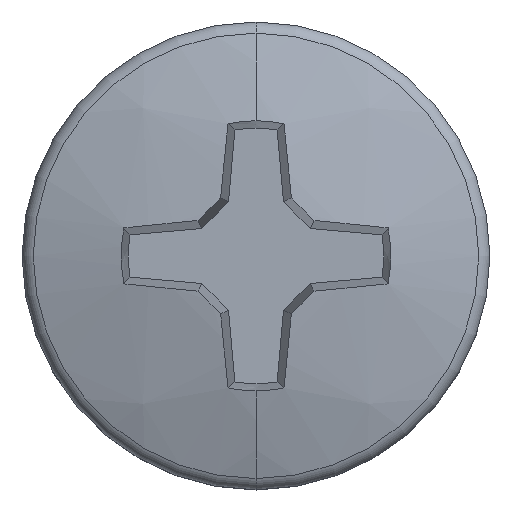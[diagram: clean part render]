
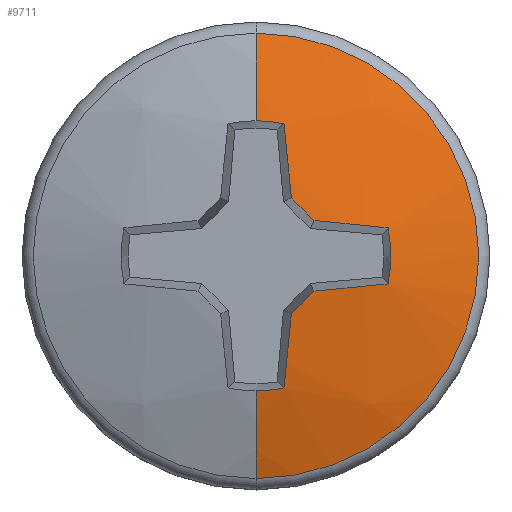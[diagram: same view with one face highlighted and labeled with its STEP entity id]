
A CAD part, top view. The second image highlights one B-rep face of the part: STEP entity #9711.
In plain terms, the highlighted spherical face has radius 11.815 mm.
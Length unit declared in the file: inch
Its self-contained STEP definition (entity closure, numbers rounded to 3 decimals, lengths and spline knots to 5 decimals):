
#5 = AXIS2_PLACEMENT_3D ( 'NONE', #13973, #6893, #6835 ) ;
#208 = DIRECTION ( 'NONE',  ( 0., 1., 0. ) ) ;
#484 = CARTESIAN_POINT ( 'NONE',  ( 0.01924, 0.09092, 0.10562 ) ) ;
#505 = DIRECTION ( 'NONE',  ( 0., 0., 1. ) ) ;
#514 = CARTESIAN_POINT ( 'NONE',  ( 0., 0., -0.35018 ) ) ;
#532 = FACE_OUTER_BOUND ( 'NONE', #10012, .T. ) ;
#581 = EDGE_CURVE ( 'NONE', #10967, #9655, #11639, .T. ) ;
#811 = ORIENTED_EDGE ( 'NONE', *, *, #1211, .F. ) ;
#884 = CARTESIAN_POINT ( 'NONE',  ( 0.09092, 0.01924, 0.10562 ) ) ;
#939 = AXIS2_PLACEMENT_3D ( 'NONE', #13742, #14921, #7749 ) ;
#1078 = CARTESIAN_POINT ( 'NONE',  ( 0.00345, -0.00345, -0.3506 ) ) ;
#1151 = ORIENTED_EDGE ( 'NONE', *, *, #1598, .F. ) ;
#1211 = EDGE_CURVE ( 'NONE', #1662, #6097, #6724, .T. ) ;
#1318 = ORIENTED_EDGE ( 'NONE', *, *, #581, .T. ) ;
#1532 = DIRECTION ( 'NONE',  ( -1., 0., 0. ) ) ;
#1547 = CIRCLE ( 'NONE', #4435, 0.465 ) ;
#1597 = AXIS2_PLACEMENT_3D ( 'NONE', #11301, #1532, #1732 ) ;
#1598 = EDGE_CURVE ( 'NONE', #4825, #15428, #10306, .T. ) ;
#1662 = VERTEX_POINT ( 'NONE', #3196 ) ;
#1732 = DIRECTION ( 'NONE',  ( 0., 0., 1. ) ) ;
#2074 = CARTESIAN_POINT ( 'NONE',  ( 0., 0., 0.10562 ) ) ;
#2185 = ORIENTED_EDGE ( 'NONE', *, *, #8797, .F. ) ;
#2232 = CIRCLE ( 'NONE', #8655, 0.465 ) ;
#2270 = DIRECTION ( 'NONE',  ( 0.707, 0.707, 0. ) ) ;
#2443 = CIRCLE ( 'NONE', #10633, 0.09293 ) ;
#2622 = CIRCLE ( 'NONE', #5, 0.465 ) ;
#2648 = ORIENTED_EDGE ( 'NONE', *, *, #12529, .F. ) ;
#3196 = CARTESIAN_POINT ( 'NONE',  ( 0.03991, -0.02432, 0.11265 ) ) ;
#3241 = VERTEX_POINT ( 'NONE', #6313 ) ;
#3322 = VERTEX_POINT ( 'NONE', #484 ) ;
#3546 = VERTEX_POINT ( 'NONE', #8755 ) ;
#3628 = EDGE_CURVE ( 'NONE', #4825, #10967, #5206, .T. ) ;
#4064 = CARTESIAN_POINT ( 'NONE',  ( 0., -0.15329, 0.08902 ) ) ;
#4093 = DIRECTION ( 'NONE',  ( -1., 0., 0. ) ) ;
#4435 = AXIS2_PLACEMENT_3D ( 'NONE', #5110, #5005, #11082 ) ;
#4479 = EDGE_CURVE ( 'NONE', #8075, #3322, #1547, .T. ) ;
#4825 = VERTEX_POINT ( 'NONE', #6730 ) ;
#4910 = DIRECTION ( 'NONE',  ( 0., 0., 1. ) ) ;
#4931 = DIRECTION ( 'NONE',  ( 0., 0.087, 0.996 ) ) ;
#4990 = CARTESIAN_POINT ( 'NONE',  ( -0.00111, -0.01265, -0.34906 ) ) ;
#5005 = DIRECTION ( 'NONE',  ( -0.992, -0.087, 0.087 ) ) ;
#5110 = CARTESIAN_POINT ( 'NONE',  ( -0.01265, -0.00111, -0.34906 ) ) ;
#5115 = ORIENTED_EDGE ( 'NONE', *, *, #3628, .T. ) ;
#5147 = ORIENTED_EDGE ( 'NONE', *, *, #14346, .F. ) ;
#5206 = CIRCLE ( 'NONE', #11125, 0.46518 ) ;
#5238 = CARTESIAN_POINT ( 'NONE',  ( 0.09092, -0.01924, 0.10562 ) ) ;
#5550 = DIRECTION ( 'NONE',  ( -1., 0., 0. ) ) ;
#6097 = VERTEX_POINT ( 'NONE', #5238 ) ;
#6183 = CARTESIAN_POINT ( 'NONE',  ( 0., 0., 0.08902 ) ) ;
#6313 = CARTESIAN_POINT ( 'NONE',  ( 0., 0.09293, 0.10562 ) ) ;
#6441 = ORIENTED_EDGE ( 'NONE', *, *, #11056, .F. ) ;
#6488 = EDGE_CURVE ( 'NONE', #3546, #8075, #8520, .T. ) ;
#6618 = DIRECTION ( 'NONE',  ( 0., 0.087, -0.996 ) ) ;
#6724 = CIRCLE ( 'NONE', #14851, 0.465 ) ;
#6730 = CARTESIAN_POINT ( 'NONE',  ( 0., -0.09293, 0.10562 ) ) ;
#6775 = DIRECTION ( 'NONE',  ( -0.087, 0.992, 0.087 ) ) ;
#6835 = DIRECTION ( 'NONE',  ( -0.087, 0., -0.996 ) ) ;
#6893 = DIRECTION ( 'NONE',  ( -0.992, 0.087, 0.087 ) ) ;
#7121 = CARTESIAN_POINT ( 'NONE',  ( 0.02432, 0.03991, 0.11265 ) ) ;
#7124 = CARTESIAN_POINT ( 'NONE',  ( 0.02432, -0.03991, 0.11265 ) ) ;
#7386 = DIRECTION ( 'NONE',  ( 0., 1., 0. ) ) ;
#7565 = EDGE_CURVE ( 'NONE', #6097, #11134, #2443, .T. ) ;
#7749 = DIRECTION ( 'NONE',  ( -1., 0., 0. ) ) ;
#7967 = DIRECTION ( 'NONE',  ( 0., 0., 1. ) ) ;
#8075 = VERTEX_POINT ( 'NONE', #7121 ) ;
#8520 = CIRCLE ( 'NONE', #11733, 0.46515 ) ;
#8611 = ORIENTED_EDGE ( 'NONE', *, *, #10341, .F. ) ;
#8655 = AXIS2_PLACEMENT_3D ( 'NONE', #4990, #14509, #4931 ) ;
#8755 = CARTESIAN_POINT ( 'NONE',  ( 0.03991, 0.02432, 0.11265 ) ) ;
#8797 = EDGE_CURVE ( 'NONE', #11134, #3546, #2232, .T. ) ;
#9014 = DIRECTION ( 'NONE',  ( 1., 0., 0. ) ) ;
#9173 = CARTESIAN_POINT ( 'NONE',  ( 0., 0., 0.10562 ) ) ;
#9421 = AXIS2_PLACEMENT_3D ( 'NONE', #6183, #4910, #7386 ) ;
#9522 = DIRECTION ( 'NONE',  ( -0.704, 0.704, 0.087 ) ) ;
#9624 = DIRECTION ( 'NONE',  ( -0.707, 0.707, 0. ) ) ;
#9655 = VERTEX_POINT ( 'NONE', #14283 ) ;
#9711 = ADVANCED_FACE ( 'NONE', ( #532 ), #11310, .T. ) ;
#9755 = DIRECTION ( 'NONE',  ( 1., 0., 0. ) ) ;
#9880 = AXIS2_PLACEMENT_3D ( 'NONE', #12126, #9755, #208 ) ;
#10012 = EDGE_LOOP ( 'NONE', ( #1151, #5115, #1318, #2648, #6441, #10877, #13112, #2185, #11554, #811, #8611, #5147 ) ) ;
#10227 = CARTESIAN_POINT ( 'NONE',  ( 0.01924, -0.09092, 0.10562 ) ) ;
#10306 = CIRCLE ( 'NONE', #939, 0.09293 ) ;
#10341 = EDGE_CURVE ( 'NONE', #15166, #1662, #12039, .T. ) ;
#10633 = AXIS2_PLACEMENT_3D ( 'NONE', #9173, #7967, #5550 ) ;
#10877 = ORIENTED_EDGE ( 'NONE', *, *, #4479, .F. ) ;
#10967 = VERTEX_POINT ( 'NONE', #4064 ) ;
#11018 = CARTESIAN_POINT ( 'NONE',  ( 0.00345, 0.00345, -0.3506 ) ) ;
#11056 = EDGE_CURVE ( 'NONE', #3322, #3241, #11851, .T. ) ;
#11082 = DIRECTION ( 'NONE',  ( -0.087, 0., -0.996 ) ) ;
#11125 = AXIS2_PLACEMENT_3D ( 'NONE', #514, #9014, #11344 ) ;
#11134 = VERTEX_POINT ( 'NONE', #884 ) ;
#11174 = CIRCLE ( 'NONE', #1597, 0.46518 ) ;
#11301 = CARTESIAN_POINT ( 'NONE',  ( 0., 0., -0.35018 ) ) ;
#11310 = SPHERICAL_SURFACE ( 'NONE', #9880, 0.46518 ) ;
#11344 = DIRECTION ( 'NONE',  ( 0., 1., 0. ) ) ;
#11554 = ORIENTED_EDGE ( 'NONE', *, *, #7565, .F. ) ;
#11639 = CIRCLE ( 'NONE', #9421, 0.15329 ) ;
#11733 = AXIS2_PLACEMENT_3D ( 'NONE', #11018, #12152, #9624 ) ;
#11851 = CIRCLE ( 'NONE', #14930, 0.09293 ) ;
#12039 = CIRCLE ( 'NONE', #12092, 0.46515 ) ;
#12092 = AXIS2_PLACEMENT_3D ( 'NONE', #1078, #9522, #2270 ) ;
#12126 = CARTESIAN_POINT ( 'NONE',  ( 0., 0., -0.35018 ) ) ;
#12152 = DIRECTION ( 'NONE',  ( -0.704, -0.704, 0.087 ) ) ;
#12529 = EDGE_CURVE ( 'NONE', #3241, #9655, #11174, .T. ) ;
#13112 = ORIENTED_EDGE ( 'NONE', *, *, #6488, .F. ) ;
#13742 = CARTESIAN_POINT ( 'NONE',  ( 0., 0., 0.10562 ) ) ;
#13909 = CARTESIAN_POINT ( 'NONE',  ( -0.00111, 0.01265, -0.34906 ) ) ;
#13973 = CARTESIAN_POINT ( 'NONE',  ( -0.01265, 0.00111, -0.34906 ) ) ;
#14283 = CARTESIAN_POINT ( 'NONE',  ( 0., 0.15329, 0.08902 ) ) ;
#14346 = EDGE_CURVE ( 'NONE', #15428, #15166, #2622, .T. ) ;
#14509 = DIRECTION ( 'NONE',  ( -0.087, -0.992, 0.087 ) ) ;
#14851 = AXIS2_PLACEMENT_3D ( 'NONE', #13909, #6775, #6618 ) ;
#14921 = DIRECTION ( 'NONE',  ( 0., 0., 1. ) ) ;
#14930 = AXIS2_PLACEMENT_3D ( 'NONE', #2074, #505, #4093 ) ;
#15166 = VERTEX_POINT ( 'NONE', #7124 ) ;
#15428 = VERTEX_POINT ( 'NONE', #10227 ) ;
